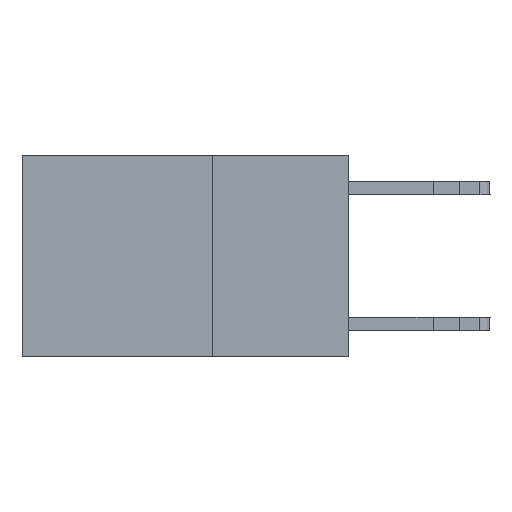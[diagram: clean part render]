
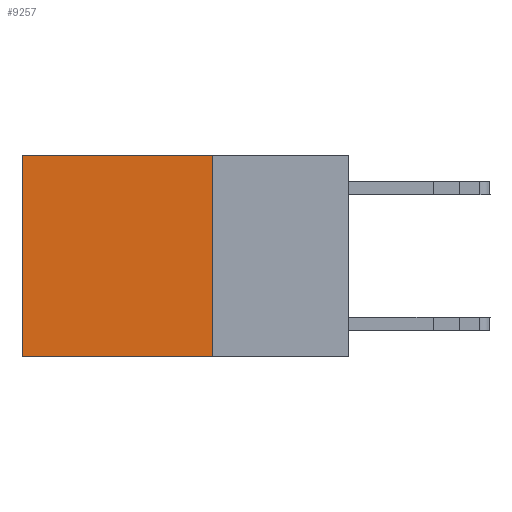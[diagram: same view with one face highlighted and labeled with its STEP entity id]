
A CAD part, left-side view. The second image highlights one B-rep face of the part: STEP entity #9257.
In plain terms, the highlighted planar face has unit normal (-1, 0, 0).
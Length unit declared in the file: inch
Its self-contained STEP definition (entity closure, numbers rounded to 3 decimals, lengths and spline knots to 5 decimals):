
#33 = CARTESIAN_POINT ( 'NONE',  ( 0.2625, 0.25, -0.37 ) ) ;
#296 = CARTESIAN_POINT ( 'NONE',  ( 0.2625, 0.6, -0.37 ) ) ;
#773 = VERTEX_POINT ( 'NONE', #2115 ) ;
#866 = LINE ( 'NONE', #19035, #12788 ) ;
#2115 = CARTESIAN_POINT ( 'NONE',  ( 0.2625, 0.6, 0. ) ) ;
#2117 = AXIS2_PLACEMENT_3D ( 'NONE', #5612, #3568, #14821 ) ;
#2502 = ORIENTED_EDGE ( 'NONE', *, *, #4793, .F. ) ;
#3371 = VERTEX_POINT ( 'NONE', #9454 ) ;
#3568 = DIRECTION ( 'NONE',  ( 1., 0., 0. ) ) ;
#4793 = EDGE_CURVE ( 'NONE', #3371, #11852, #22452, .T. ) ;
#5612 = CARTESIAN_POINT ( 'NONE',  ( 0.2625, 0.25, 0. ) ) ;
#5631 = VECTOR ( 'NONE', #5942, 39.37008 ) ;
#5942 = DIRECTION ( 'NONE',  ( 0., 0., -1. ) ) ;
#6068 = CARTESIAN_POINT ( 'NONE',  ( 0.2625, 0.25, 0. ) ) ;
#7066 = CARTESIAN_POINT ( 'NONE',  ( 0.2625, 0.25, -0.37 ) ) ;
#7301 = DIRECTION ( 'NONE',  ( 0., 1., 0. ) ) ;
#8984 = LINE ( 'NONE', #12211, #18471 ) ;
#9257 = ADVANCED_FACE ( 'NONE', ( #16389 ), #18503, .F. ) ;
#9454 = CARTESIAN_POINT ( 'NONE',  ( 0.2625, 0.25, 0. ) ) ;
#10295 = EDGE_LOOP ( 'NONE', ( #14100, #21903, #2502, #13840 ) ) ;
#10527 = DIRECTION ( 'NONE',  ( 0., 0., -1. ) ) ;
#11615 = DIRECTION ( 'NONE',  ( 0., 1., 0. ) ) ;
#11852 = VERTEX_POINT ( 'NONE', #33 ) ;
#12211 = CARTESIAN_POINT ( 'NONE',  ( 0.2625, 0.6, 0. ) ) ;
#12788 = VECTOR ( 'NONE', #11615, 39.37008 ) ;
#13644 = EDGE_CURVE ( 'NONE', #3371, #773, #866, .T. ) ;
#13840 = ORIENTED_EDGE ( 'NONE', *, *, #13644, .T. ) ;
#14100 = ORIENTED_EDGE ( 'NONE', *, *, #20984, .T. ) ;
#14821 = DIRECTION ( 'NONE',  ( 0., 0., -1. ) ) ;
#16248 = VERTEX_POINT ( 'NONE', #296 ) ;
#16389 = FACE_OUTER_BOUND ( 'NONE', #10295, .T. ) ;
#18468 = VECTOR ( 'NONE', #7301, 39.37008 ) ;
#18471 = VECTOR ( 'NONE', #10527, 39.37008 ) ;
#18503 = PLANE ( 'NONE',  #2117 ) ;
#19035 = CARTESIAN_POINT ( 'NONE',  ( 0.2625, 0.25, 0. ) ) ;
#20984 = EDGE_CURVE ( 'NONE', #773, #16248, #8984, .T. ) ;
#21903 = ORIENTED_EDGE ( 'NONE', *, *, #23437, .F. ) ;
#22452 = LINE ( 'NONE', #6068, #5631 ) ;
#23437 = EDGE_CURVE ( 'NONE', #11852, #16248, #23468, .T. ) ;
#23468 = LINE ( 'NONE', #7066, #18468 ) ;
